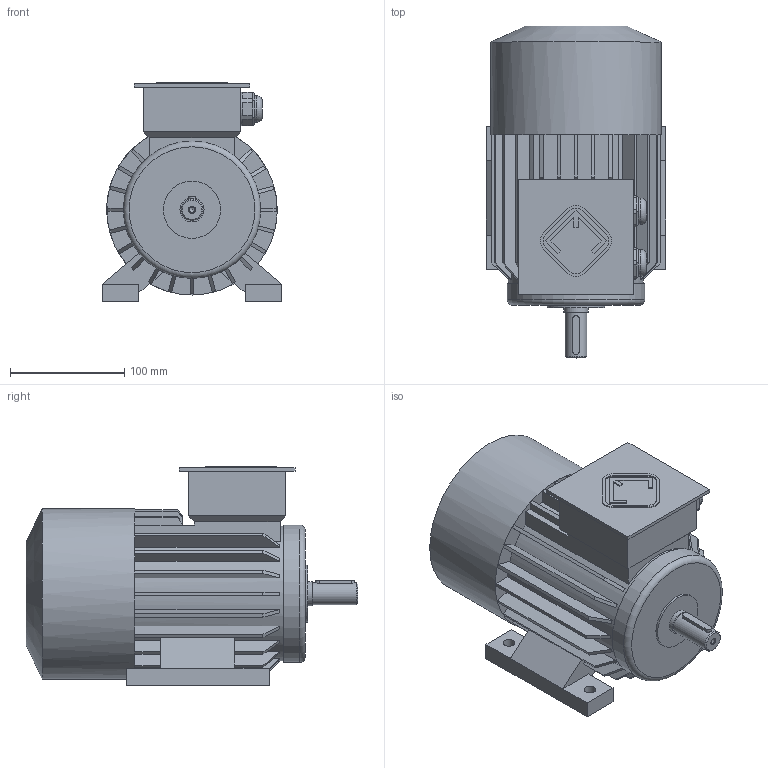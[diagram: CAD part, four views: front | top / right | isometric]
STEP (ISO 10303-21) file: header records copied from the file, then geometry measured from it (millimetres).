
FILE_DESCRIPTION(/* description */ ('Unknown'),/* implementation_level */ '2;1');
FILE_NAME(/* name */ 'AIS80_В3',/* time_stamp */ '2021-03-23T11:32:36+03:00',/* author */ ('Unknown'),/* organization */ ('Unknown'),/* preprocessor_version */ 'ST-DEVELOPER v16',/* originating_system */ 'DEX',/* authorisation */ $);
FILE_SCHEMA (('AUTOMOTIVE_DESIGN {1 0 10303 214 3 1 1}'));
Length unit declared in the file: millimetre
Products named in the file (1): AIS80_ﾂ3
Bounding box: 157 x 290 x 191 mm (x, y, z)
Volume: 3963368.1 mm3; surface area: 261924.4 mm2
Topology: 1 solids, 1 shells, 275 faces, 767 edges, 503 vertices
Faces by surface type: plane 186, cylinder 58, cone 28, torus 3
Full cylindrical faces by diameter (mm): 4.917 x2, 10 x4, 19 x1, 21 x1, 23.257 x2, 29.5 x2, 50 x1, 118 x1, 120 x1, 149 x1
Entity records: 10769 total; most frequent: CARTESIAN_POINT 1827, ORIENTED_EDGE 1456, DIRECTION 1441, EDGE_CURVE 728, VERTEX_POINT 489, AXIS2_PLACEMENT_3D 487, LINE 467, VECTOR 467
